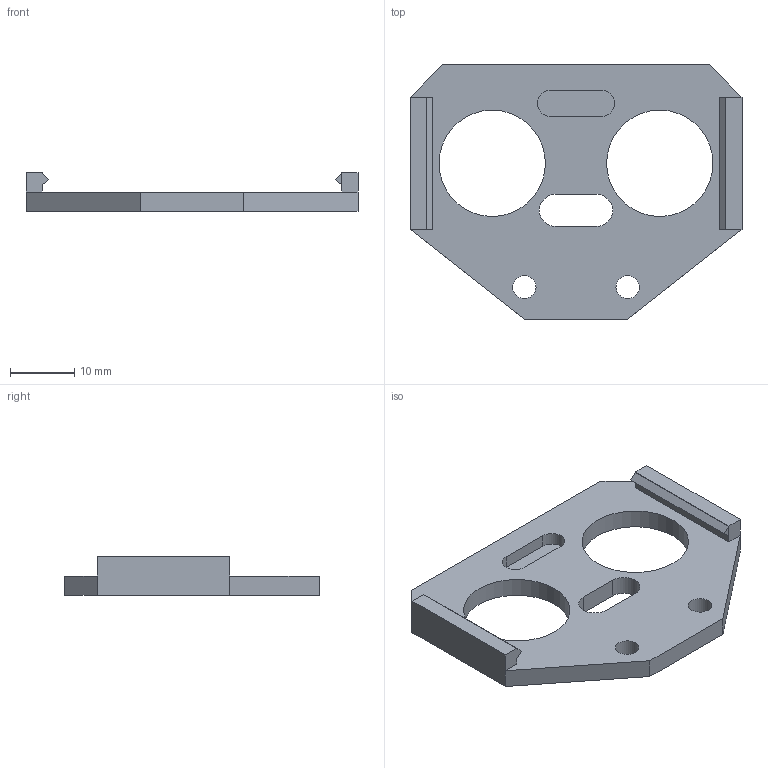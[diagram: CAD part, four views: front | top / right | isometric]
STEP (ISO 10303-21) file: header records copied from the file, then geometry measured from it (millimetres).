
FILE_DESCRIPTION(('FreeCAD Model'),'2;1');
FILE_NAME('Open CASCADE Shape Model','2021-06-12T19:29:49',('Author'),( ''),'Open CASCADE STEP processor 7.4','FreeCAD','Unknown');
FILE_SCHEMA(('AUTOMOTIVE_DESIGN { 1 0 10303 214 1 1 1 1 }'));
Length unit declared in the file: millimetre
Products named in the file (1): Pad004
Bounding box: 51.5 x 39.5 x 6 mm (x, y, z)
Volume: 4041.3 mm3; surface area: 3834.8 mm2
Topology: 1 solids, 1 shells, 37 faces, 99 edges, 65 vertices
Faces by surface type: plane 29, cylinder 8
Full cylindrical faces by diameter (mm): 3.6 x2, 16.5 x2
Entity records: 2464 total; most frequent: CARTESIAN_POINT 410, DIRECTION 379, LINE 255, VECTOR 255, ORIENTED_EDGE 198, PCURVE 198, DEFINITIONAL_REPRESENTATION 198, EDGE_CURVE 99
